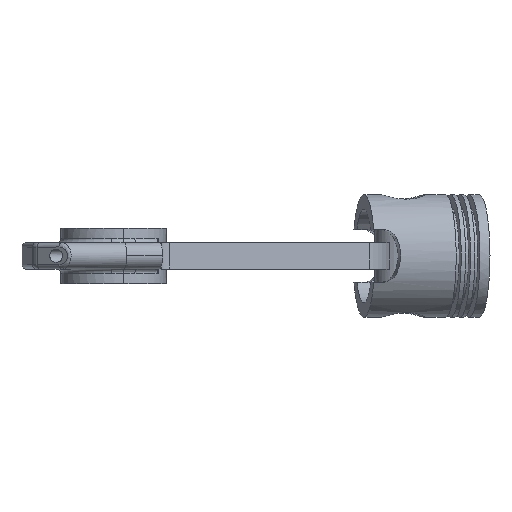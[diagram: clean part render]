
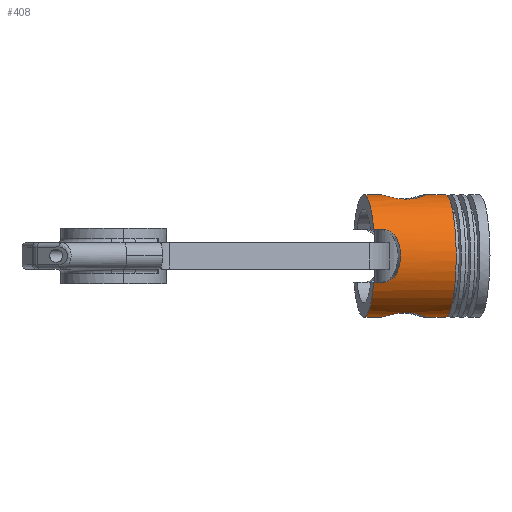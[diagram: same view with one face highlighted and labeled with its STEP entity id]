
A CAD part, top view. The second image highlights one B-rep face of the part: STEP entity #408.
In plain terms, the highlighted cylindrical face has radius 42 mm (diameter 84 mm), a partial arc.
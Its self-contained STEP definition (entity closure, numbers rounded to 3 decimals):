
#199=CARTESIAN_POINT('Vertex',(11.,42.,0.)) ;
#203=CARTESIAN_POINT('Control Point',(11.,42.,0.)) ;
#204=CARTESIAN_POINT('Control Point',(11.,42.,2.192)) ;
#205=CARTESIAN_POINT('Control Point',(11.375,41.857,4.383)) ;
#206=CARTESIAN_POINT('Control Point',(12.126,41.571,6.473)) ;
#207=CARTESIAN_POINT('Control Point',(13.794,40.983,9.432)) ;
#208=CARTESIAN_POINT('Control Point',(16.13,40.313,11.83)) ;
#209=CARTESIAN_POINT('Control Point',(17.037,40.075,12.604)) ;
#210=CARTESIAN_POINT('Control Point',(19.734,39.444,14.502)) ;
#211=CARTESIAN_POINT('Control Point',(22.876,38.971,15.679)) ;
#212=CARTESIAN_POINT('Control Point',(25.011,38.791,16.095)) ;
#213=CARTESIAN_POINT('Control Point',(29.516,38.76,16.189)) ;
#214=CARTESIAN_POINT('Control Point',(33.767,39.329,14.772)) ;
#215=CARTESIAN_POINT('Control Point',(35.79,39.755,13.656)) ;
#216=CARTESIAN_POINT('Control Point',(39.364,40.691,10.776)) ;
#217=CARTESIAN_POINT('Control Point',(41.744,41.521,6.825)) ;
#218=CARTESIAN_POINT('Control Point',(42.581,41.84,4.63)) ;
#219=CARTESIAN_POINT('Control Point',(43.,42.,2.315)) ;
#220=CARTESIAN_POINT('Control Point',(43.,42.,0.)) ;
#221=CARTESIAN_POINT('Vertex',(43.,42.,0.)) ;
#263=CARTESIAN_POINT('Axis2P3D Location',(40.,0.,0.)) ;
#268=CARTESIAN_POINT('Line Origine',(40.,42.,0.)) ;
#272=CARTESIAN_POINT('Vertex',(0.,42.,0.)) ;
#275=CARTESIAN_POINT('Axis2P3D Location',(0.,0.,0.)) ;
#279=CARTESIAN_POINT('Vertex',(0.,18.,37.947)) ;
#282=CARTESIAN_POINT('Line Origine',(40.,18.,37.947)) ;
#286=CARTESIAN_POINT('Vertex',(6.33,18.,37.947)) ;
#290=CARTESIAN_POINT('Control Point',(6.33,18.,37.947)) ;
#291=CARTESIAN_POINT('Control Point',(8.702,18.,37.947)) ;
#292=CARTESIAN_POINT('Control Point',(11.081,17.289,38.286)) ;
#293=CARTESIAN_POINT('Control Point',(13.072,15.909,38.938)) ;
#294=CARTESIAN_POINT('Control Point',(14.58,14.097,39.624)) ;
#295=CARTESIAN_POINT('Control Point',(15.495,12.,40.249)) ;
#296=CARTESIAN_POINT('Vertex',(15.495,12.,40.249)) ;
#300=CARTESIAN_POINT('Control Point',(15.495,-12.,40.249)) ;
#301=CARTESIAN_POINT('Control Point',(16.44,-9.837,40.894)) ;
#302=CARTESIAN_POINT('Control Point',(17.184,-7.55,41.418)) ;
#303=CARTESIAN_POINT('Control Point',(17.705,-5.164,41.789)) ;
#304=CARTESIAN_POINT('Control Point',(18.26,-0.168,42.186)) ;
#305=CARTESIAN_POINT('Control Point',(17.773,4.842,41.838)) ;
#306=CARTESIAN_POINT('Control Point',(17.251,7.345,41.464)) ;
#307=CARTESIAN_POINT('Control Point',(16.482,9.74,40.923)) ;
#308=CARTESIAN_POINT('Control Point',(15.495,12.,40.249)) ;
#309=CARTESIAN_POINT('Vertex',(15.495,-12.,40.249)) ;
#313=CARTESIAN_POINT('Control Point',(6.33,-18.,37.947)) ;
#314=CARTESIAN_POINT('Control Point',(8.702,-18.,37.947)) ;
#315=CARTESIAN_POINT('Control Point',(11.081,-17.289,38.286)) ;
#316=CARTESIAN_POINT('Control Point',(13.072,-15.909,38.938)) ;
#317=CARTESIAN_POINT('Control Point',(14.58,-14.097,39.624)) ;
#318=CARTESIAN_POINT('Control Point',(15.495,-12.,40.249)) ;
#319=CARTESIAN_POINT('Vertex',(6.33,-18.,37.947)) ;
#322=CARTESIAN_POINT('Line Origine',(40.,-18.,37.947)) ;
#326=CARTESIAN_POINT('Vertex',(0.,-18.,37.947)) ;
#329=CARTESIAN_POINT('Axis2P3D Location',(0.,0.,0.)) ;
#333=CARTESIAN_POINT('Vertex',(0.,-42.,0.)) ;
#336=CARTESIAN_POINT('Line Origine',(40.,-42.,0.)) ;
#340=CARTESIAN_POINT('Vertex',(11.,-42.,0.)) ;
#344=CARTESIAN_POINT('Control Point',(11.,-42.,0.)) ;
#345=CARTESIAN_POINT('Control Point',(11.,-42.,2.192)) ;
#346=CARTESIAN_POINT('Control Point',(11.375,-41.857,4.383)) ;
#347=CARTESIAN_POINT('Control Point',(12.126,-41.571,6.473)) ;
#348=CARTESIAN_POINT('Control Point',(13.794,-40.983,9.432)) ;
#349=CARTESIAN_POINT('Control Point',(16.13,-40.313,11.83)) ;
#350=CARTESIAN_POINT('Control Point',(17.037,-40.075,12.604)) ;
#351=CARTESIAN_POINT('Control Point',(19.734,-39.444,14.502)) ;
#352=CARTESIAN_POINT('Control Point',(22.876,-38.971,15.679)) ;
#353=CARTESIAN_POINT('Control Point',(25.011,-38.791,16.095)) ;
#354=CARTESIAN_POINT('Control Point',(29.516,-38.76,16.189)) ;
#355=CARTESIAN_POINT('Control Point',(33.767,-39.329,14.772)) ;
#356=CARTESIAN_POINT('Control Point',(35.79,-39.755,13.656)) ;
#357=CARTESIAN_POINT('Control Point',(39.364,-40.691,10.776)) ;
#358=CARTESIAN_POINT('Control Point',(41.744,-41.521,6.825)) ;
#359=CARTESIAN_POINT('Control Point',(42.581,-41.84,4.63)) ;
#360=CARTESIAN_POINT('Control Point',(43.,-42.,2.315)) ;
#361=CARTESIAN_POINT('Control Point',(43.,-42.,0.)) ;
#362=CARTESIAN_POINT('Vertex',(43.,-42.,0.)) ;
#365=CARTESIAN_POINT('Line Origine',(40.,-42.,0.)) ;
#369=CARTESIAN_POINT('Vertex',(56.5,-42.,0.)) ;
#372=CARTESIAN_POINT('Axis2P3D Location',(56.5,0.,0.)) ;
#376=CARTESIAN_POINT('Vertex',(56.5,36.858,20.136)) ;
#379=CARTESIAN_POINT('Axis2P3D Location',(56.5,0.,0.)) ;
#383=CARTESIAN_POINT('Vertex',(56.5,42.,0.)) ;
#386=CARTESIAN_POINT('Line Origine',(40.,42.,0.)) ;
#264=DIRECTION('Axis2P3D Direction',(1.,0.,0.)) ;
#265=DIRECTION('Axis2P3D XDirection',(0.,1.,0.)) ;
#269=DIRECTION('Vector Direction',(1.,0.,0.)) ;
#276=DIRECTION('Axis2P3D Direction',(1.,0.,0.)) ;
#283=DIRECTION('Vector Direction',(1.,0.,0.)) ;
#323=DIRECTION('Vector Direction',(1.,0.,0.)) ;
#330=DIRECTION('Axis2P3D Direction',(1.,0.,0.)) ;
#337=DIRECTION('Vector Direction',(1.,0.,0.)) ;
#366=DIRECTION('Vector Direction',(1.,0.,0.)) ;
#373=DIRECTION('Axis2P3D Direction',(1.,0.,0.)) ;
#380=DIRECTION('Axis2P3D Direction',(1.,0.,0.)) ;
#387=DIRECTION('Vector Direction',(1.,0.,0.)) ;
#266=AXIS2_PLACEMENT_3D('Cylinder Axis2P3D',#263,#264,#265) ;
#277=AXIS2_PLACEMENT_3D('Circle Axis2P3D',#275,#276,$) ;
#331=AXIS2_PLACEMENT_3D('Circle Axis2P3D',#329,#330,$) ;
#374=AXIS2_PLACEMENT_3D('Circle Axis2P3D',#372,#373,$) ;
#381=AXIS2_PLACEMENT_3D('Circle Axis2P3D',#379,#380,$) ;
#392=ORIENTED_EDGE('',*,*,#274,.F.) ;
#393=ORIENTED_EDGE('',*,*,#281,.T.) ;
#394=ORIENTED_EDGE('',*,*,#288,.F.) ;
#395=ORIENTED_EDGE('',*,*,#298,.T.) ;
#396=ORIENTED_EDGE('',*,*,#311,.F.) ;
#397=ORIENTED_EDGE('',*,*,#321,.T.) ;
#398=ORIENTED_EDGE('',*,*,#328,.T.) ;
#399=ORIENTED_EDGE('',*,*,#335,.T.) ;
#400=ORIENTED_EDGE('',*,*,#342,.T.) ;
#401=ORIENTED_EDGE('',*,*,#364,.T.) ;
#402=ORIENTED_EDGE('',*,*,#371,.T.) ;
#403=ORIENTED_EDGE('',*,*,#378,.F.) ;
#404=ORIENTED_EDGE('',*,*,#385,.F.) ;
#405=ORIENTED_EDGE('',*,*,#390,.F.) ;
#406=ORIENTED_EDGE('',*,*,#223,.F.) ;
#270=VECTOR('Line Direction',#269,1.) ;
#284=VECTOR('Line Direction',#283,1.) ;
#324=VECTOR('Line Direction',#323,1.) ;
#338=VECTOR('Line Direction',#337,1.) ;
#367=VECTOR('Line Direction',#366,1.) ;
#388=VECTOR('Line Direction',#387,1.) ;
#408=ADVANCED_FACE('PartBody',(#407),#267,.T.) ;
#202=B_SPLINE_CURVE_WITH_KNOTS('',5,(#203,#204,#205,#206,#207,#208,#209,#210,#211,#212,#213,#214,#215,#216,#217,#218,#219,#220),.UNSPECIFIED.,.F.,.U.,(6,3,3,3,3,6),(0.,15.497,24.043,39.138,55.406,71.776),.UNSPECIFIED.) ;
#289=B_SPLINE_CURVE_WITH_KNOTS('',5,(#290,#291,#292,#293,#294,#295),.UNSPECIFIED.,.F.,.U.,(6,6),(0.,16.774),.UNSPECIFIED.) ;
#299=B_SPLINE_CURVE_WITH_KNOTS('',5,(#300,#301,#302,#303,#304,#305,#306,#307,#308),.UNSPECIFIED.,.F.,.U.,(6,3,6),(10.37,27.67,45.747),.UNSPECIFIED.) ;
#312=B_SPLINE_CURVE_WITH_KNOTS('',5,(#313,#314,#315,#316,#317,#318),.UNSPECIFIED.,.F.,.U.,(6,6),(0.,16.774),.UNSPECIFIED.) ;
#343=B_SPLINE_CURVE_WITH_KNOTS('',5,(#344,#345,#346,#347,#348,#349,#350,#351,#352,#353,#354,#355,#356,#357,#358,#359,#360,#361),.UNSPECIFIED.,.F.,.U.,(6,3,3,3,3,6),(0.,15.497,24.043,39.138,55.406,71.776),.UNSPECIFIED.) ;
#278=CIRCLE('generated circle',#277,42.) ;
#332=CIRCLE('generated circle',#331,42.) ;
#375=CIRCLE('generated circle',#374,42.) ;
#382=CIRCLE('generated circle',#381,42.) ;
#267=CYLINDRICAL_SURFACE('generated cylinder',#266,42.) ;
#223=EDGE_CURVE('',#200,#222,#202,.T.) ;
#274=EDGE_CURVE('',#273,#200,#271,.T.) ;
#281=EDGE_CURVE('',#273,#280,#278,.T.) ;
#288=EDGE_CURVE('',#287,#280,#285,.F.) ;
#298=EDGE_CURVE('',#287,#297,#289,.T.) ;
#311=EDGE_CURVE('',#310,#297,#299,.T.) ;
#321=EDGE_CURVE('',#310,#320,#312,.F.) ;
#328=EDGE_CURVE('',#320,#327,#325,.F.) ;
#335=EDGE_CURVE('',#327,#334,#332,.T.) ;
#342=EDGE_CURVE('',#334,#341,#339,.T.) ;
#364=EDGE_CURVE('',#341,#363,#343,.T.) ;
#371=EDGE_CURVE('',#363,#370,#368,.T.) ;
#378=EDGE_CURVE('',#377,#370,#375,.T.) ;
#385=EDGE_CURVE('',#384,#377,#382,.T.) ;
#390=EDGE_CURVE('',#222,#384,#389,.T.) ;
#391=EDGE_LOOP('',(#392,#393,#394,#395,#396,#397,#398,#399,#400,#401,#402,#403,#404,#405,#406)) ;
#407=FACE_OUTER_BOUND('',#391,.T.) ;
#271=LINE('Line',#268,#270) ;
#285=LINE('Line',#282,#284) ;
#325=LINE('Line',#322,#324) ;
#339=LINE('Line',#336,#338) ;
#368=LINE('Line',#365,#367) ;
#389=LINE('Line',#386,#388) ;
#200=VERTEX_POINT('',#199) ;
#222=VERTEX_POINT('',#221) ;
#273=VERTEX_POINT('',#272) ;
#280=VERTEX_POINT('',#279) ;
#287=VERTEX_POINT('',#286) ;
#297=VERTEX_POINT('',#296) ;
#310=VERTEX_POINT('',#309) ;
#320=VERTEX_POINT('',#319) ;
#327=VERTEX_POINT('',#326) ;
#334=VERTEX_POINT('',#333) ;
#341=VERTEX_POINT('',#340) ;
#363=VERTEX_POINT('',#362) ;
#370=VERTEX_POINT('',#369) ;
#377=VERTEX_POINT('',#376) ;
#384=VERTEX_POINT('',#383) ;
